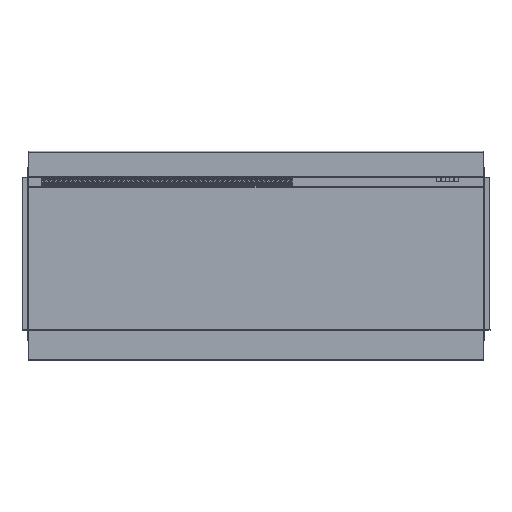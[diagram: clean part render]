
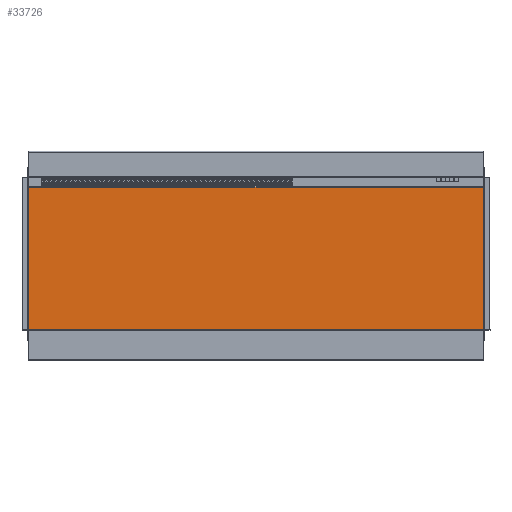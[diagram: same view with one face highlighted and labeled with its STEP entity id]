
A CAD part, top view. The second image highlights one B-rep face of the part: STEP entity #33726.
In plain terms, the highlighted planar face has unit normal (0, 0, 1).
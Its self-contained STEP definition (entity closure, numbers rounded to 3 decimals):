
#6656 = EDGE_CURVE ( 'NONE', #200197, #65993, #250647, .T. ) ;
#13280 = LINE ( 'NONE', #55890, #128404 ) ;
#17333 = DIRECTION ( 'NONE',  ( -1., 0., 0. ) ) ;
#33726 = ADVANCED_FACE ( 'NONE', ( #40540 ), #119396, .F. ) ;
#36519 = DIRECTION ( 'NONE',  ( 1., 0., 0. ) ) ;
#38392 = CARTESIAN_POINT ( 'NONE',  ( -549., 418., -1. ) ) ;
#39595 = DIRECTION ( 'NONE',  ( 0., 1., 0. ) ) ;
#39759 = AXIS2_PLACEMENT_3D ( 'NONE', #159434, #140048, #17333 ) ;
#40540 = FACE_OUTER_BOUND ( 'NONE', #137956, .T. ) ;
#41537 = EDGE_CURVE ( 'NONE', #200197, #114652, #227441, .T. ) ;
#43946 = VECTOR ( 'NONE', #151087, 1000. ) ;
#55890 = CARTESIAN_POINT ( 'NONE',  ( 549., 418., -1. ) ) ;
#65993 = VERTEX_POINT ( 'NONE', #119815 ) ;
#76075 = CARTESIAN_POINT ( 'NONE',  ( 549., 72.263, -1. ) ) ;
#84029 = ORIENTED_EDGE ( 'NONE', *, *, #41537, .T. ) ;
#85833 = CARTESIAN_POINT ( 'NONE',  ( 549., 72.263, -1. ) ) ;
#87180 = VERTEX_POINT ( 'NONE', #38392 ) ;
#87713 = CARTESIAN_POINT ( 'NONE',  ( 549., 418., -1. ) ) ;
#90647 = EDGE_CURVE ( 'NONE', #65993, #87180, #176663, .T. ) ;
#92719 = ORIENTED_EDGE ( 'NONE', *, *, #90647, .F. ) ;
#107307 = ORIENTED_EDGE ( 'NONE', *, *, #159669, .F. ) ;
#114652 = VERTEX_POINT ( 'NONE', #87713 ) ;
#119396 = PLANE ( 'NONE',  #39759 ) ;
#119815 = CARTESIAN_POINT ( 'NONE',  ( -549., 72.263, -1. ) ) ;
#122411 = VECTOR ( 'NONE', #167968, 1000. ) ;
#128404 = VECTOR ( 'NONE', #36519, 1000. ) ;
#137956 = EDGE_LOOP ( 'NONE', ( #84029, #107307, #92719, #163322 ) ) ;
#140048 = DIRECTION ( 'NONE',  ( 0., 0., -1. ) ) ;
#146986 = VECTOR ( 'NONE', #39595, 1000. ) ;
#151087 = DIRECTION ( 'NONE',  ( -1., 0., 0. ) ) ;
#159434 = CARTESIAN_POINT ( 'NONE',  ( 549., 72.263, -1. ) ) ;
#159669 = EDGE_CURVE ( 'NONE', #87180, #114652, #13280, .T. ) ;
#163322 = ORIENTED_EDGE ( 'NONE', *, *, #6656, .F. ) ;
#167968 = DIRECTION ( 'NONE',  ( 0., 1., 0. ) ) ;
#176663 = LINE ( 'NONE', #216726, #146986 ) ;
#200197 = VERTEX_POINT ( 'NONE', #85833 ) ;
#216726 = CARTESIAN_POINT ( 'NONE',  ( -549., 72.263, -1. ) ) ;
#223632 = CARTESIAN_POINT ( 'NONE',  ( 549., 72.263, -1. ) ) ;
#227441 = LINE ( 'NONE', #223632, #122411 ) ;
#250647 = LINE ( 'NONE', #76075, #43946 ) ;
